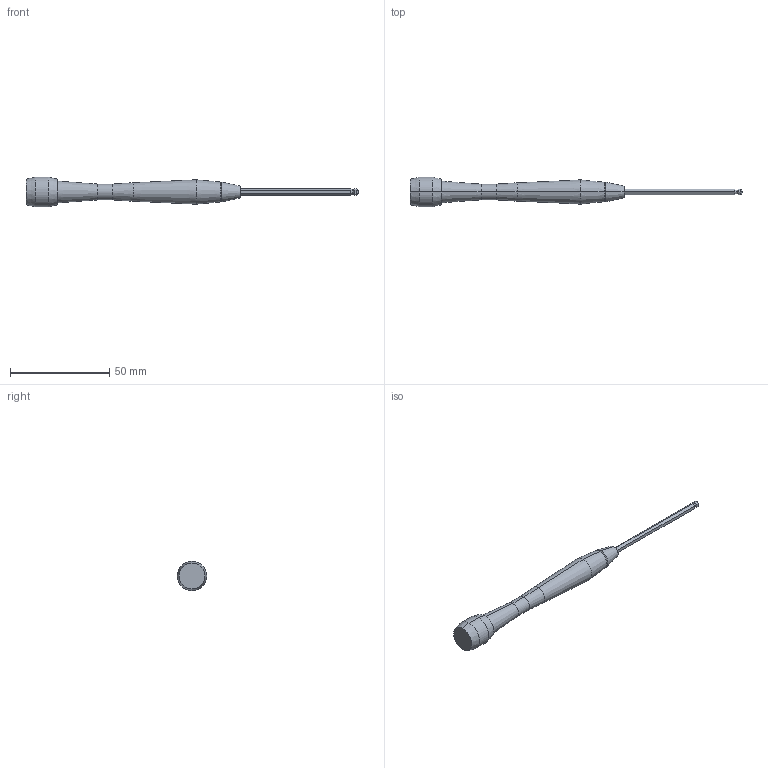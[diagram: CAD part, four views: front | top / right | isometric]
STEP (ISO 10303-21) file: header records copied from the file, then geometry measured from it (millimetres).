
FILE_DESCRIPTION (( 'STEP AP214' ), '1' );
FILE_NAME ('40341_TX_ Miniature Ball Point Hex Driver.STEP', '2018-05-16T20:43:31', ( '' ), ( '' ), 'SwSTEP 2.0', 'SolidWorks 2016', '' );
FILE_SCHEMA (( 'AUTOMOTIVE_DESIGN' ));
Length unit declared in the file: millimetre
Products named in the file (1): 40341_TX_ Miniature Ball Point Hex Driver
Bounding box: 167.5 x 15 x 15 mm (x, y, z)
Volume: 10059.3 mm3; surface area: 4347.9 mm2
Topology: 1 solids, 1 shells, 62 faces, 126 edges, 68 vertices
Faces by surface type: plane 34, cone 18, cylinder 10
Entity records: 2268 total; most frequent: CARTESIAN_POINT 275, DIRECTION 272, ORIENTED_EDGE 252, EDGE_CURVE 126, LINE 94, VECTOR 94, AXIS2_PLACEMENT_3D 89, VERTEX_POINT 68
